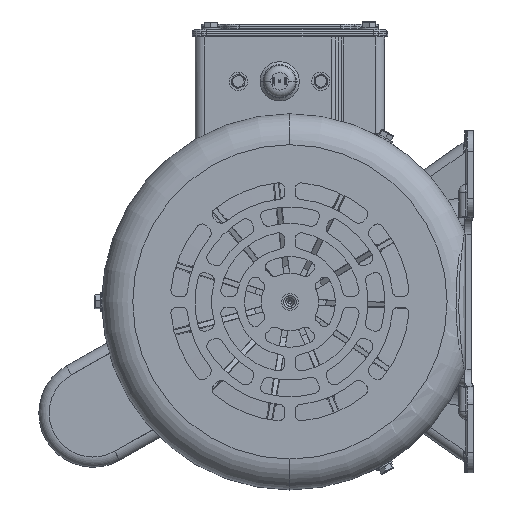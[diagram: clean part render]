
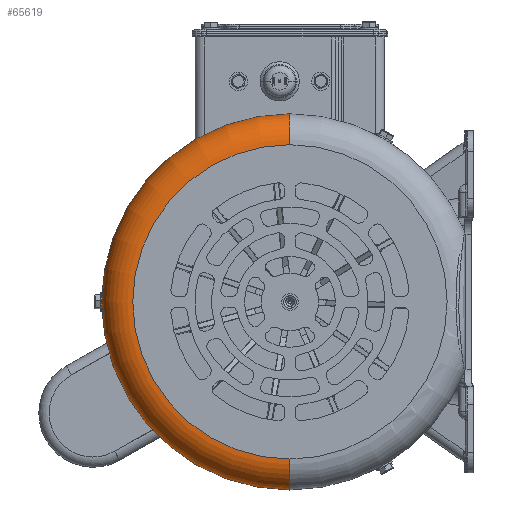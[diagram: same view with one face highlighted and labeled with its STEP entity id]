
A CAD part, left-side view. The second image highlights one B-rep face of the part: STEP entity #65619.
In plain terms, the highlighted toroidal (fillet/blend) face has major radius 76.25 mm and minor radius 15 mm.
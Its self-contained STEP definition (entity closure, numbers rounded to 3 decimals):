
#7602 = DIRECTION ( 'NONE',  ( 0., 0., 1. ) ) ;
#10529 = CARTESIAN_POINT ( 'NONE',  ( 76.25, 0., 52. ) ) ;
#12319 = EDGE_CURVE ( 'NONE', #23793, #47296, #55012, .T. ) ;
#13272 = ORIENTED_EDGE ( 'NONE', *, *, #119214, .F. ) ;
#14166 = VERTEX_POINT ( 'NONE', #10529 ) ;
#17677 = DIRECTION ( 'NONE',  ( 1., 0., 0. ) ) ;
#19904 = CARTESIAN_POINT ( 'NONE',  ( 76.25, 0., 37. ) ) ;
#23277 = CARTESIAN_POINT ( 'NONE',  ( 91.25, 0., 37. ) ) ;
#23793 = VERTEX_POINT ( 'NONE', #23277 ) ;
#29185 = VERTEX_POINT ( 'NONE', #55682 ) ;
#33090 = DIRECTION ( 'NONE',  ( -1., 0., 0. ) ) ;
#35474 = FACE_OUTER_BOUND ( 'NONE', #99569, .T. ) ;
#43409 = CARTESIAN_POINT ( 'NONE',  ( -76.25, 0., 37. ) ) ;
#44607 = CIRCLE ( 'NONE', #124640, 76.25 ) ;
#46212 = TOROIDAL_SURFACE ( 'NONE', #69767, 76.25, 15. ) ;
#47296 = VERTEX_POINT ( 'NONE', #76584 ) ;
#48596 = CARTESIAN_POINT ( 'NONE',  ( 0., 0., 37. ) ) ;
#52430 = DIRECTION ( 'NONE',  ( 0., 0., 1. ) ) ;
#55012 = CIRCLE ( 'NONE', #109465, 91.25 ) ;
#55525 = EDGE_CURVE ( 'NONE', #14166, #29185, #44607, .T. ) ;
#55682 = CARTESIAN_POINT ( 'NONE',  ( -76.25, 0., 52. ) ) ;
#59807 = DIRECTION ( 'NONE',  ( 0., -1., 0. ) ) ;
#65619 = ADVANCED_FACE ( 'NONE', ( #35474 ), #46212, .T. ) ;
#69351 = EDGE_CURVE ( 'NONE', #47296, #29185, #87514, .T. ) ;
#69767 = AXIS2_PLACEMENT_3D ( 'NONE', #48596, #116563, #17677 ) ;
#76584 = CARTESIAN_POINT ( 'NONE',  ( -91.25, 0., 37. ) ) ;
#86426 = DIRECTION ( 'NONE',  ( 1., 0., 0. ) ) ;
#87514 = CIRCLE ( 'NONE', #101940, 15. ) ;
#88429 = DIRECTION ( 'NONE',  ( 0., 0., -1. ) ) ;
#91294 = DIRECTION ( 'NONE',  ( 1., 0., 0. ) ) ;
#93855 = ORIENTED_EDGE ( 'NONE', *, *, #55525, .F. ) ;
#95849 = CARTESIAN_POINT ( 'NONE',  ( 0., 0., 52. ) ) ;
#97081 = ORIENTED_EDGE ( 'NONE', *, *, #69351, .T. ) ;
#99569 = EDGE_LOOP ( 'NONE', ( #110869, #97081, #93855, #13272 ) ) ;
#101090 = CIRCLE ( 'NONE', #112625, 15. ) ;
#101940 = AXIS2_PLACEMENT_3D ( 'NONE', #43409, #111785, #33090 ) ;
#109465 = AXIS2_PLACEMENT_3D ( 'NONE', #121245, #52430, #91294 ) ;
#110869 = ORIENTED_EDGE ( 'NONE', *, *, #12319, .T. ) ;
#111785 = DIRECTION ( 'NONE',  ( 0., 1., 0. ) ) ;
#112625 = AXIS2_PLACEMENT_3D ( 'NONE', #19904, #59807, #88429 ) ;
#116563 = DIRECTION ( 'NONE',  ( 0., 0., 1. ) ) ;
#119214 = EDGE_CURVE ( 'NONE', #23793, #14166, #101090, .T. ) ;
#121245 = CARTESIAN_POINT ( 'NONE',  ( 0., 0., 37. ) ) ;
#124640 = AXIS2_PLACEMENT_3D ( 'NONE', #95849, #7602, #86426 ) ;
